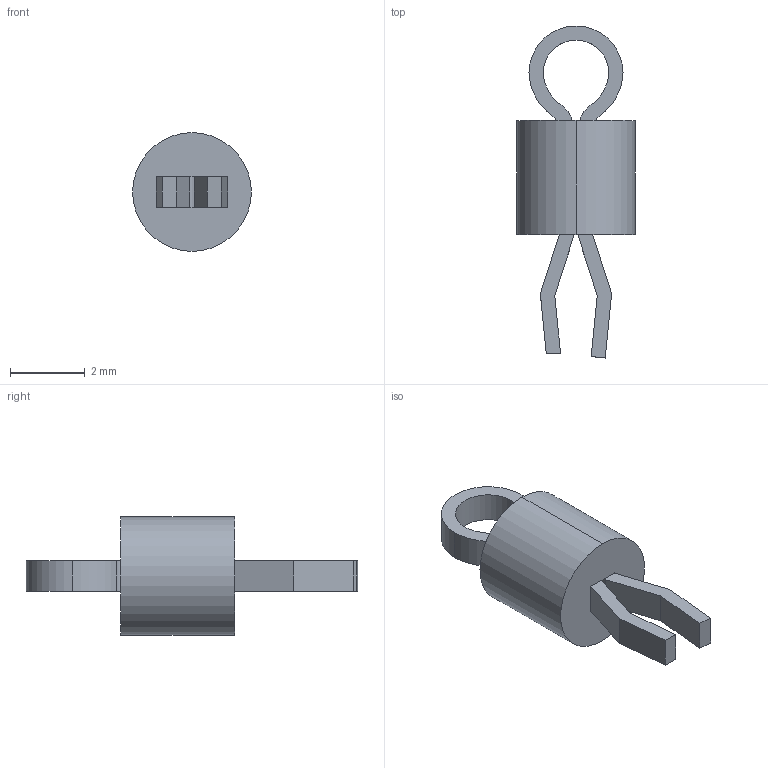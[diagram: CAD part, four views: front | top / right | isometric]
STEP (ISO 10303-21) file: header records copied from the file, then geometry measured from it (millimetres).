
FILE_DESCRIPTION (( 'STEP AP214' ), '1' );
FILE_NAME ('5006.STEP', '2007-12-17T15:35:40', ( 'Richard Maletta' ), ( '' ), 'SwSTEP 2.0', 'SolidWorks 2007', '' );
FILE_SCHEMA (( 'AUTOMOTIVE_DESIGN' ));
Length unit declared in the file: inch
Products named in the file (1): 5006
Bounding box: 3.17 x 8.88 x 3.17 mm (x, y, z)
Volume: 27.8 mm3; surface area: 91.8 mm2
Topology: 1 solids, 1 shells, 44 faces, 120 edges, 76 vertices
Faces by surface type: plane 30, cylinder 14
Entity records: 1571 total; most frequent: DIRECTION 242, CARTESIAN_POINT 241, ORIENTED_EDGE 240, EDGE_CURVE 120, VECTOR 88, LINE 88, AXIS2_PLACEMENT_3D 77, VERTEX_POINT 76
